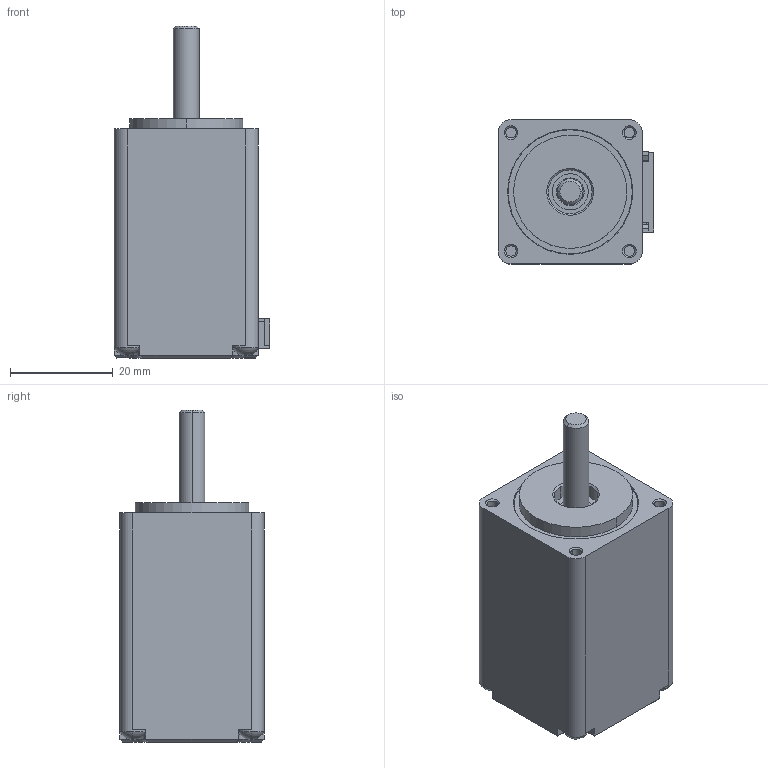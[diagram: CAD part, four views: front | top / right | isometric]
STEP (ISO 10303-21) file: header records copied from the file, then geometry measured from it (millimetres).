
FILE_DESCRIPTION((''),'2;1');
FILE_NAME('3_1_01_028_0038_SW0001','2020-12-10T13:28:52',('zhangjq'),(''),'CREO PARAMETRIC BY PTC INC, 2017110','CREO PARAMETRIC BY PTC INC, 2017110','');
FILE_SCHEMA(('CONFIG_CONTROL_DESIGN'));
Products named in the file (1): 3_1_01_028_0038_SW0001
Bounding box: 30.25 x 28 x 64.5 mm (x, y, z)
Volume: 22024.1 mm3; surface area: 24359.5 mm2
Topology: 1 solids, 3 shells, 1887 faces, 5625 edges, 3612 vertices
Faces by surface type: plane 1402, cylinder 417, cone 34, torus 26, sphere 8
Entity records: 64161 total; most frequent: CARTESIAN_POINT 12214, ORIENTED_EDGE 11250, DIRECTION 10567, EDGE_CURVE 5625, VECTOR 4309, LINE 4309, VERTEX_POINT 3612, AXIS2_PLACEMENT_3D 3129
